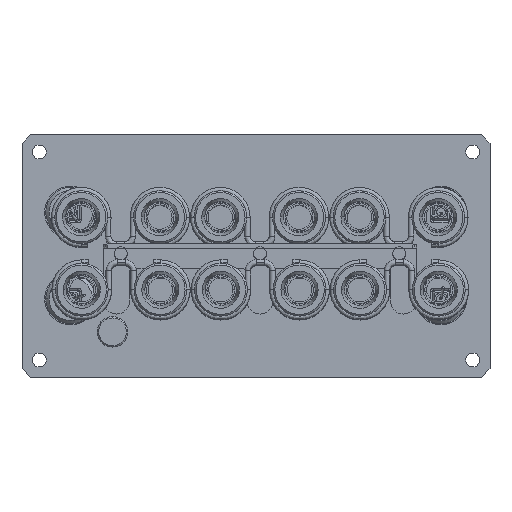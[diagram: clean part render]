
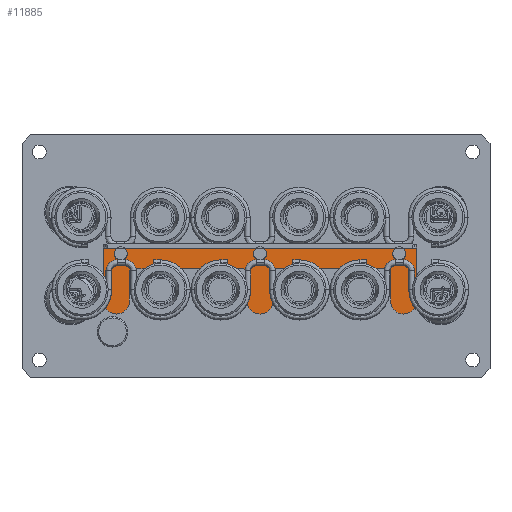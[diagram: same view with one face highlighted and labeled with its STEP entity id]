
A CAD part, top view. The second image highlights one B-rep face of the part: STEP entity #11885.
In plain terms, the highlighted planar face has unit normal (0, 0, 1).
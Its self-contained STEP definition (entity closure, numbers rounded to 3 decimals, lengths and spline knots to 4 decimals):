
#1605 = CARTESIAN_POINT ( 'NONE',  ( -3.9572, -0.5128, 0.0997 ) ) ;
#2286 = EDGE_CURVE ( 'NONE', #42155, #92441, #71399, .T. ) ;
#3586 = CARTESIAN_POINT ( 'NONE',  ( -1.8872, 0.2497, 0.0997 ) ) ;
#4017 = EDGE_CURVE ( 'NONE', #63297, #18758, #13852, .T. ) ;
#4344 = CIRCLE ( 'NONE', #34633, 0.05 ) ;
#4524 = LINE ( 'NONE', #37430, #44214 ) ;
#4607 = DIRECTION ( 'NONE',  ( 1., 0., 0. ) ) ;
#4971 = AXIS2_PLACEMENT_3D ( 'NONE', #50299, #5552, #57829 ) ;
#5059 = DIRECTION ( 'NONE',  ( 1., 0., 0. ) ) ;
#5552 = DIRECTION ( 'NONE',  ( 0., 0., -1. ) ) ;
#6369 = VERTEX_POINT ( 'NONE', #66427 ) ;
#6771 = DIRECTION ( 'NONE',  ( 0., -1., 0. ) ) ;
#6944 = VERTEX_POINT ( 'NONE', #67301 ) ;
#7258 = AXIS2_PLACEMENT_3D ( 'NONE', #56447, #11671, #63911 ) ;
#8703 = ORIENTED_EDGE ( 'NONE', *, *, #53853, .T. ) ;
#9036 = VERTEX_POINT ( 'NONE', #87877 ) ;
#9763 = CARTESIAN_POINT ( 'NONE',  ( -3.9572, -0.1003, 0.0997 ) ) ;
#10917 = LINE ( 'NONE', #3586, #50660 ) ;
#10973 = VECTOR ( 'NONE', #6771, 39.3701 ) ;
#11055 = CIRCLE ( 'NONE', #4971, 0.05 ) ;
#11548 = CARTESIAN_POINT ( 'NONE',  ( -1.5126, 0.2497, 0.0997 ) ) ;
#11671 = DIRECTION ( 'NONE',  ( 0., 0., 1. ) ) ;
#11885 = ADVANCED_FACE ( 'NONE', ( #31504 ), #64960, .T. ) ;
#12621 = CARTESIAN_POINT ( 'NONE',  ( -3.7697, -0.5128, 0.0997 ) ) ;
#13852 = CIRCLE ( 'NONE', #7258, 0.1877 ) ;
#14387 = CIRCLE ( 'NONE', #38863, 0.05 ) ;
#14597 = VERTEX_POINT ( 'NONE', #1605 ) ;
#16187 = DIRECTION ( 'NONE',  ( 0., 1., 0. ) ) ;
#17363 = LINE ( 'NONE', #11548, #34938 ) ;
#17729 = CARTESIAN_POINT ( 'NONE',  ( -3.5822, -0.5128, 0.0997 ) ) ;
#17802 = VERTEX_POINT ( 'NONE', #9763 ) ;
#18180 = ORIENTED_EDGE ( 'NONE', *, *, #69071, .T. ) ;
#18758 = VERTEX_POINT ( 'NONE', #38712 ) ;
#18799 = VECTOR ( 'NONE', #94120, 39.3701 ) ;
#20134 = DIRECTION ( 'NONE',  ( 1., 0., 0. ) ) ;
#20377 = AXIS2_PLACEMENT_3D ( 'NONE', #12621, #64866, #20134 ) ;
#21547 = EDGE_CURVE ( 'NONE', #39700, #17802, #11055, .T. ) ;
#21620 = VECTOR ( 'NONE', #46212, 39.3701 ) ;
#22072 = EDGE_CURVE ( 'NONE', #17802, #14597, #70573, .T. ) ;
#23759 = CARTESIAN_POINT ( 'NONE',  ( -1.9372, -0.1003, 0.0997 ) ) ;
#24035 = CARTESIAN_POINT ( 'NONE',  ( -5.6522, 0.2497, 0.0997 ) ) ;
#24286 = ORIENTED_EDGE ( 'NONE', *, *, #31007, .T. ) ;
#25328 = CIRCLE ( 'NONE', #46431, 0.1875 ) ;
#27520 = EDGE_CURVE ( 'NONE', #56765, #96901, #4344, .T. ) ;
#27706 = VECTOR ( 'NONE', #96248, 39.3701 ) ;
#27760 = ORIENTED_EDGE ( 'NONE', *, *, #4017, .T. ) ;
#28922 = CARTESIAN_POINT ( 'NONE',  ( -3.5322, -0.0503, 0.0997 ) ) ;
#28954 = CIRCLE ( 'NONE', #20377, 0.1875 ) ;
#29037 = VECTOR ( 'NONE', #16187, 39.3701 ) ;
#29266 = ORIENTED_EDGE ( 'NONE', *, *, #71370, .T. ) ;
#29685 = DIRECTION ( 'NONE',  ( 0., -1., 0. ) ) ;
#30087 = VERTEX_POINT ( 'NONE', #28922 ) ;
#30739 = EDGE_CURVE ( 'NONE', #96901, #55577, #10917, .T. ) ;
#31007 = EDGE_CURVE ( 'NONE', #36292, #63297, #71623, .T. ) ;
#31303 = DIRECTION ( 'NONE',  ( 1., 0., 0. ) ) ;
#31351 = CARTESIAN_POINT ( 'NONE',  ( -6.0275, -0.5173, 0.0997 ) ) ;
#31504 = FACE_OUTER_BOUND ( 'NONE', #67436, .T. ) ;
#34633 = AXIS2_PLACEMENT_3D ( 'NONE', #23759, #75979, #31303 ) ;
#34938 = VECTOR ( 'NONE', #71309, 39.3701 ) ;
#35302 = DIRECTION ( 'NONE',  ( 0., 0., 1. ) ) ;
#36292 = VERTEX_POINT ( 'NONE', #36522 ) ;
#36423 = ORIENTED_EDGE ( 'NONE', *, *, #72544, .T. ) ;
#36522 = CARTESIAN_POINT ( 'NONE',  ( -6.0275, 0.2497, 0.0997 ) ) ;
#37430 = CARTESIAN_POINT ( 'NONE',  ( -3.77, -0.0503, 0.0997 ) ) ;
#37674 = CARTESIAN_POINT ( 'NONE',  ( -1.8872, -0.1003, 0.0997 ) ) ;
#38431 = CARTESIAN_POINT ( 'NONE',  ( -3.5822, 0.2497, 0.0997 ) ) ;
#38712 = CARTESIAN_POINT ( 'NONE',  ( -5.6522, -0.5128, 0.0997 ) ) ;
#38863 = AXIS2_PLACEMENT_3D ( 'NONE', #94496, #49787, #5059 ) ;
#39700 = VERTEX_POINT ( 'NONE', #56449 ) ;
#40794 = EDGE_CURVE ( 'NONE', #36292, #9036, #58555, .T. ) ;
#42155 = VERTEX_POINT ( 'NONE', #54675 ) ;
#42458 = ORIENTED_EDGE ( 'NONE', *, *, #27520, .T. ) ;
#43098 = ORIENTED_EDGE ( 'NONE', *, *, #40794, .F. ) ;
#43994 = CARTESIAN_POINT ( 'NONE',  ( -3.77, -0.0503, 0.0997 ) ) ;
#44214 = VECTOR ( 'NONE', #89606, 39.3701 ) ;
#46143 = DIRECTION ( 'NONE',  ( 1., 0., 0. ) ) ;
#46212 = DIRECTION ( 'NONE',  ( 0., 1., 0. ) ) ;
#46431 = AXIS2_PLACEMENT_3D ( 'NONE', #94040, #49325, #4607 ) ;
#47388 = ORIENTED_EDGE ( 'NONE', *, *, #30739, .T. ) ;
#47568 = VERTEX_POINT ( 'NONE', #17729 ) ;
#48496 = LINE ( 'NONE', #38431, #21620 ) ;
#49242 = ORIENTED_EDGE ( 'NONE', *, *, #21547, .T. ) ;
#49325 = DIRECTION ( 'NONE',  ( 0., 0., 1. ) ) ;
#49406 = CARTESIAN_POINT ( 'NONE',  ( -3.7701, 0.2497, 0.0997 ) ) ;
#49427 = VECTOR ( 'NONE', #29685, 39.3701 ) ;
#49787 = DIRECTION ( 'NONE',  ( 0., 0., -1. ) ) ;
#50299 = CARTESIAN_POINT ( 'NONE',  ( -4.0072, -0.1003, 0.0997 ) ) ;
#50466 = DIRECTION ( 'NONE',  ( 0., 0., -1. ) ) ;
#50660 = VECTOR ( 'NONE', #55837, 39.3701 ) ;
#50790 = CARTESIAN_POINT ( 'NONE',  ( -5.6022, -0.1003, 0.0997 ) ) ;
#51650 = EDGE_CURVE ( 'NONE', #55577, #6369, #25328, .T. ) ;
#52596 = EDGE_CURVE ( 'NONE', #6369, #9036, #17363, .T. ) ;
#53853 = EDGE_CURVE ( 'NONE', #30087, #56765, #67439, .T. ) ;
#54675 = CARTESIAN_POINT ( 'NONE',  ( -5.6522, -0.1003, 0.0997 ) ) ;
#55577 = VERTEX_POINT ( 'NONE', #76655 ) ;
#55837 = DIRECTION ( 'NONE',  ( 0., -1., 0. ) ) ;
#56447 = CARTESIAN_POINT ( 'NONE',  ( -5.8399, -0.5127, 0.0997 ) ) ;
#56449 = CARTESIAN_POINT ( 'NONE',  ( -4.0072, -0.0503, 0.0997 ) ) ;
#56765 = VERTEX_POINT ( 'NONE', #61128 ) ;
#57829 = DIRECTION ( 'NONE',  ( 1., 0., 0. ) ) ;
#58555 = LINE ( 'NONE', #49406, #18799 ) ;
#61128 = CARTESIAN_POINT ( 'NONE',  ( -1.9372, -0.0503, 0.0997 ) ) ;
#63297 = VERTEX_POINT ( 'NONE', #31351 ) ;
#63911 = DIRECTION ( 'NONE',  ( 1., 0., 0. ) ) ;
#64866 = DIRECTION ( 'NONE',  ( 0., 0., 1. ) ) ;
#64960 = PLANE ( 'NONE',  #72382 ) ;
#66427 = CARTESIAN_POINT ( 'NONE',  ( -1.5126, -0.5236, 0.0997 ) ) ;
#67301 = CARTESIAN_POINT ( 'NONE',  ( -3.5822, -0.1003, 0.0997 ) ) ;
#67436 = EDGE_LOOP ( 'NONE', ( #43098, #24286, #27760, #18180, #75941, #73177, #49242, #94487, #95094, #29266, #36423, #8703, #42458, #47388, #77389, #88738 ) ) ;
#67439 = LINE ( 'NONE', #43994, #27706 ) ;
#69071 = EDGE_CURVE ( 'NONE', #18758, #42155, #88538, .T. ) ;
#70573 = LINE ( 'NONE', #96213, #10973 ) ;
#71309 = DIRECTION ( 'NONE',  ( 0., 1., 0. ) ) ;
#71370 = EDGE_CURVE ( 'NONE', #47568, #6944, #48496, .T. ) ;
#71399 = CIRCLE ( 'NONE', #74048, 0.05 ) ;
#71623 = LINE ( 'NONE', #74370, #49427 ) ;
#72162 = CARTESIAN_POINT ( 'NONE',  ( -3.77, 0.2497, 0.0997 ) ) ;
#72382 = AXIS2_PLACEMENT_3D ( 'NONE', #72162, #35302, #87463 ) ;
#72544 = EDGE_CURVE ( 'NONE', #6944, #30087, #14387, .T. ) ;
#73177 = ORIENTED_EDGE ( 'NONE', *, *, #90236, .T. ) ;
#73900 = CARTESIAN_POINT ( 'NONE',  ( -5.6022, -0.0503, 0.0997 ) ) ;
#74048 = AXIS2_PLACEMENT_3D ( 'NONE', #50790, #50466, #46143 ) ;
#74370 = CARTESIAN_POINT ( 'NONE',  ( -6.0275, 0.2497, 0.0997 ) ) ;
#75941 = ORIENTED_EDGE ( 'NONE', *, *, #2286, .T. ) ;
#75979 = DIRECTION ( 'NONE',  ( 0., 0., -1. ) ) ;
#76655 = CARTESIAN_POINT ( 'NONE',  ( -1.8872, -0.5128, 0.0997 ) ) ;
#77389 = ORIENTED_EDGE ( 'NONE', *, *, #51650, .T. ) ;
#83209 = EDGE_CURVE ( 'NONE', #14597, #47568, #28954, .T. ) ;
#87463 = DIRECTION ( 'NONE',  ( -1., 0., 0. ) ) ;
#87877 = CARTESIAN_POINT ( 'NONE',  ( -1.5126, 0.2497, 0.0997 ) ) ;
#88538 = LINE ( 'NONE', #24035, #29037 ) ;
#88738 = ORIENTED_EDGE ( 'NONE', *, *, #52596, .T. ) ;
#89606 = DIRECTION ( 'NONE',  ( 1., 0., 0. ) ) ;
#90236 = EDGE_CURVE ( 'NONE', #92441, #39700, #4524, .T. ) ;
#92441 = VERTEX_POINT ( 'NONE', #73900 ) ;
#94040 = CARTESIAN_POINT ( 'NONE',  ( -1.6997, -0.5128, 0.0997 ) ) ;
#94120 = DIRECTION ( 'NONE',  ( 1., 0., 0. ) ) ;
#94487 = ORIENTED_EDGE ( 'NONE', *, *, #22072, .T. ) ;
#94496 = CARTESIAN_POINT ( 'NONE',  ( -3.5322, -0.1003, 0.0997 ) ) ;
#95094 = ORIENTED_EDGE ( 'NONE', *, *, #83209, .T. ) ;
#96213 = CARTESIAN_POINT ( 'NONE',  ( -3.9572, 0.2497, 0.0997 ) ) ;
#96248 = DIRECTION ( 'NONE',  ( 1., 0., 0. ) ) ;
#96901 = VERTEX_POINT ( 'NONE', #37674 ) ;
